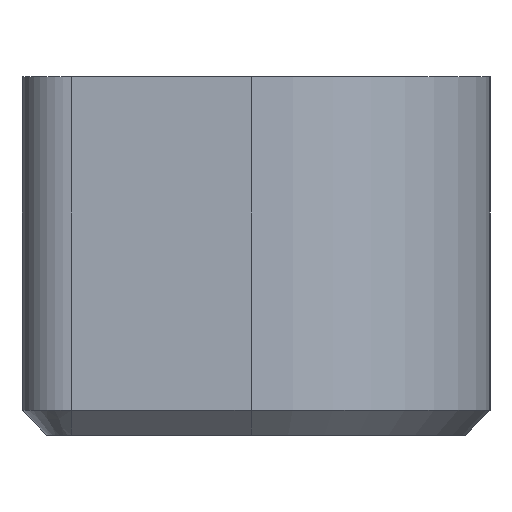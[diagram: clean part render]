
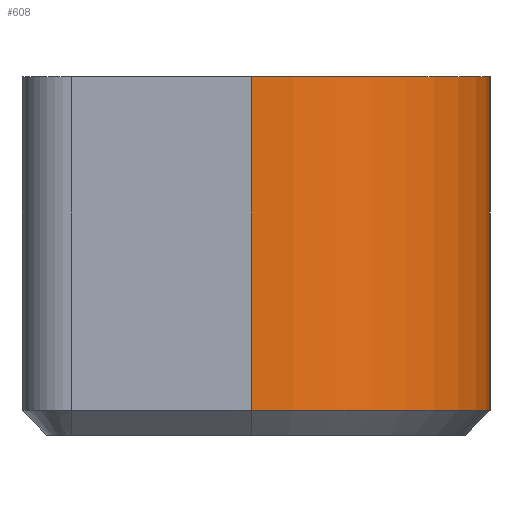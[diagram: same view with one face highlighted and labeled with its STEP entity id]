
A CAD part, left-side view. The second image highlights one B-rep face of the part: STEP entity #608.
In plain terms, the highlighted cylindrical face has radius 2.4 mm (diameter 4.8 mm), a partial arc.
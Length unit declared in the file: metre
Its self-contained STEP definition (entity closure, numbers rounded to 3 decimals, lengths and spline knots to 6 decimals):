
#29=CYLINDRICAL_SURFACE('',#665,0.0024);
#51=LINE('',#950,#107);
#63=LINE('',#979,#119);
#107=VECTOR('',#750,1.);
#119=VECTOR('',#772,1.);
#184=ORIENTED_EDGE('',*,*,#354,.F.);
#185=ORIENTED_EDGE('',*,*,#355,.T.);
#186=ORIENTED_EDGE('',*,*,#340,.T.);
#187=ORIENTED_EDGE('',*,*,#356,.T.);
#340=EDGE_CURVE('',#426,#427,#51,.T.);
#354=EDGE_CURVE('',#438,#439,#63,.T.);
#355=EDGE_CURVE('',#438,#426,#470,.F.);
#356=EDGE_CURVE('',#427,#439,#471,.T.);
#426=VERTEX_POINT('',#951);
#427=VERTEX_POINT('',#952);
#438=VERTEX_POINT('',#980);
#439=VERTEX_POINT('',#981);
#470=CIRCLE('',#666,0.0024);
#471=CIRCLE('',#667,0.0024);
#499=EDGE_LOOP('',(#184,#185,#186,#187));
#545=FACE_BOUND('',#499,.T.);
#608=ADVANCED_FACE('',(#545),#29,.T.);
#665=AXIS2_PLACEMENT_3D('',#978,#770,#771);
#666=AXIS2_PLACEMENT_3D('',#982,#773,#774);
#667=AXIS2_PLACEMENT_3D('',#983,#775,#776);
#750=DIRECTION('',(0.,0.,1.));
#770=DIRECTION('',(0.,0.,1.));
#771=DIRECTION('',(0.,-1.,0.));
#772=DIRECTION('',(0.,0.,1.));
#773=DIRECTION('',(0.,0.,-1.));
#774=DIRECTION('',(-1.,0.,0.));
#775=DIRECTION('',(0.,0.,-1.));
#776=DIRECTION('',(0.,1.,0.));
#950=CARTESIAN_POINT('',(0.304944,-0.090775,-1.020737));
#951=CARTESIAN_POINT('',(0.304944,-0.090775,-0.01275));
#952=CARTESIAN_POINT('',(0.304944,-0.090775,-0.0094));
#978=CARTESIAN_POINT('',(0.304944,-0.088375,-1.020737));
#979=CARTESIAN_POINT('',(0.302544,-0.088375,-1.020737));
#980=CARTESIAN_POINT('',(0.302544,-0.088375,-0.01275));
#981=CARTESIAN_POINT('',(0.302544,-0.088375,-0.0094));
#982=CARTESIAN_POINT('',(0.304944,-0.088375,-0.01275));
#983=CARTESIAN_POINT('',(0.304944,-0.088375,-0.0094));
